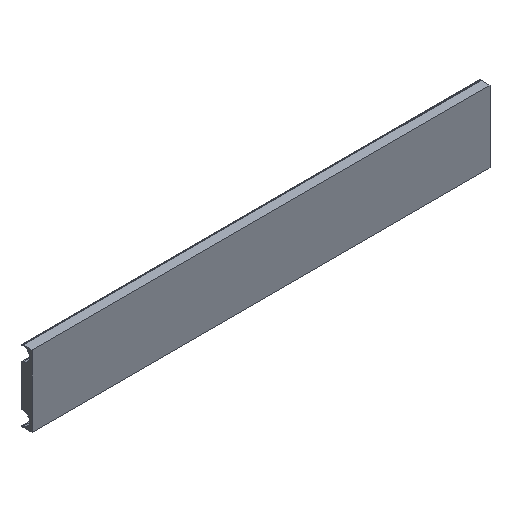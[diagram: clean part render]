
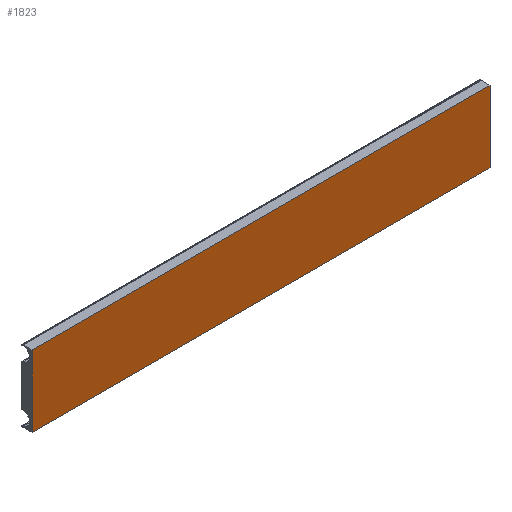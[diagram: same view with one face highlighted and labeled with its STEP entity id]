
A CAD part, isometric view. The second image highlights one B-rep face of the part: STEP entity #1823.
In plain terms, the highlighted planar face has unit normal (0, -1, 0).
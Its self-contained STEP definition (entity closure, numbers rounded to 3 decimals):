
#104 = CARTESIAN_POINT ( 'NONE',  ( 22860., 0., -2783.568 ) ) ;
#111 = EDGE_CURVE ( 'NONE', #1247, #1804, #179, .T. ) ;
#179 = LINE ( 'NONE', #1840, #858 ) ;
#183 = DIRECTION ( 'NONE',  ( 0., 0., 1. ) ) ;
#277 = ORIENTED_EDGE ( 'NONE', *, *, #1262, .F. ) ;
#307 = DIRECTION ( 'NONE',  ( 0., -1., 0. ) ) ;
#548 = VECTOR ( 'NONE', #806, 1000. ) ;
#551 = AXIS2_PLACEMENT_3D ( 'NONE', #1768, #307, #1185 ) ;
#567 = LINE ( 'NONE', #611, #847 ) ;
#585 = PLANE ( 'NONE',  #551 ) ;
#611 = CARTESIAN_POINT ( 'NONE',  ( 0., 0., 0. ) ) ;
#792 = EDGE_CURVE ( 'NONE', #947, #1854, #1387, .T. ) ;
#798 = LINE ( 'NONE', #1610, #1017 ) ;
#806 = DIRECTION ( 'NONE',  ( -1., 0., 0. ) ) ;
#847 = VECTOR ( 'NONE', #183, 1000. ) ;
#858 = VECTOR ( 'NONE', #1103, 1000. ) ;
#947 = VERTEX_POINT ( 'NONE', #104 ) ;
#965 = ORIENTED_EDGE ( 'NONE', *, *, #111, .T. ) ;
#1013 = EDGE_CURVE ( 'NONE', #1854, #1804, #567, .T. ) ;
#1017 = VECTOR ( 'NONE', #1029, 1000. ) ;
#1029 = DIRECTION ( 'NONE',  ( 0., 0., -1. ) ) ;
#1100 = CARTESIAN_POINT ( 'NONE',  ( 23759.054, 0., -2783.568 ) ) ;
#1103 = DIRECTION ( 'NONE',  ( -1., 0., 0. ) ) ;
#1163 = CARTESIAN_POINT ( 'NONE',  ( 0., 0., -2783.568 ) ) ;
#1185 = DIRECTION ( 'NONE',  ( 0., 0., -1. ) ) ;
#1247 = VERTEX_POINT ( 'NONE', #1743 ) ;
#1262 = EDGE_CURVE ( 'NONE', #1247, #947, #798, .T. ) ;
#1265 = FACE_OUTER_BOUND ( 'NONE', #1549, .T. ) ;
#1387 = LINE ( 'NONE', #1100, #548 ) ;
#1428 = ORIENTED_EDGE ( 'NONE', *, *, #792, .F. ) ;
#1549 = EDGE_LOOP ( 'NONE', ( #1428, #277, #965, #1730 ) ) ;
#1610 = CARTESIAN_POINT ( 'NONE',  ( 22860., 0., 0. ) ) ;
#1730 = ORIENTED_EDGE ( 'NONE', *, *, #1013, .F. ) ;
#1743 = CARTESIAN_POINT ( 'NONE',  ( 22860., 0., 783.568 ) ) ;
#1755 = CARTESIAN_POINT ( 'NONE',  ( 0., 0., 783.568 ) ) ;
#1768 = CARTESIAN_POINT ( 'NONE',  ( 0., 0., 0. ) ) ;
#1804 = VERTEX_POINT ( 'NONE', #1755 ) ;
#1823 = ADVANCED_FACE ( 'NONE', ( #1265 ), #585, .T. ) ;
#1840 = CARTESIAN_POINT ( 'NONE',  ( 23759.054, 0., 783.568 ) ) ;
#1854 = VERTEX_POINT ( 'NONE', #1163 ) ;
